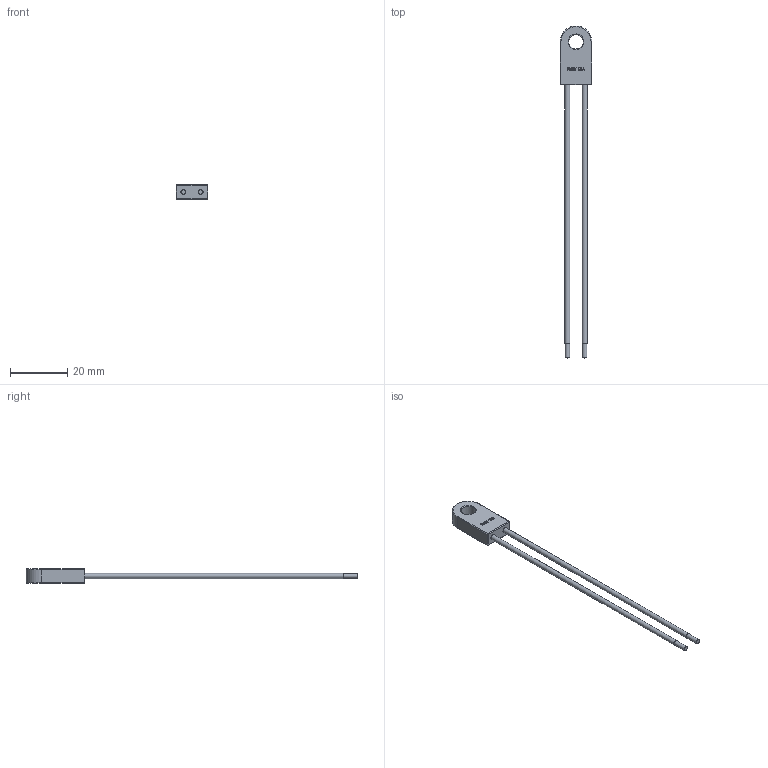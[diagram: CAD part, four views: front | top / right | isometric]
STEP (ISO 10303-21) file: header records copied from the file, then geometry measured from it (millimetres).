
FILE_DESCRIPTION(/* description */ (''),/* implementation_level */ '2;1');
FILE_NAME(/* name */ 'Thermal Fuse.step',/* time_stamp */ '2023-08-07T21:27:07-06:00',/* author */ (''),/* organization */ (''),/* preprocessor_version */ 'ST-DEVELOPER v20',/* originating_system */ 'Autodesk Translation Framework v12.9.0.99',/* authorisation */ '');
FILE_SCHEMA (('AUTOMOTIVE_DESIGN { 1 0 10303 214 3 1 1 }'));
Length unit declared in the file: millimetre
Products named in the file (4): Thermal Fuse; Ceramic Fuse; Leads; Wire
Assembly tree (4 placements, depth 3):
  Thermal Fuse
    Ceramic Fuse
    Leads
      Wire  x2
Bounding box: 11 x 115.5 x 5 mm (x, y, z)
Volume: 1460.4 mm3; surface area: 3680.1 mm2
Topology: 5 solids, 5 shells, 163 faces, 416 edges, 272 vertices
Faces by surface type: bspline 76, plane 63, cylinder 16, torus 4, sphere 4
Full cylindrical faces by diameter (mm): 1.6 x4, 1.8 x2, 5 x1
Entity records: 5612 total; most frequent: CARTESIAN_POINT 2129, ORIENTED_EDGE 814, DIRECTION 465, EDGE_CURVE 407, VERTEX_POINT 266, LINE 221, VECTOR 221, EDGE_LOOP 169
